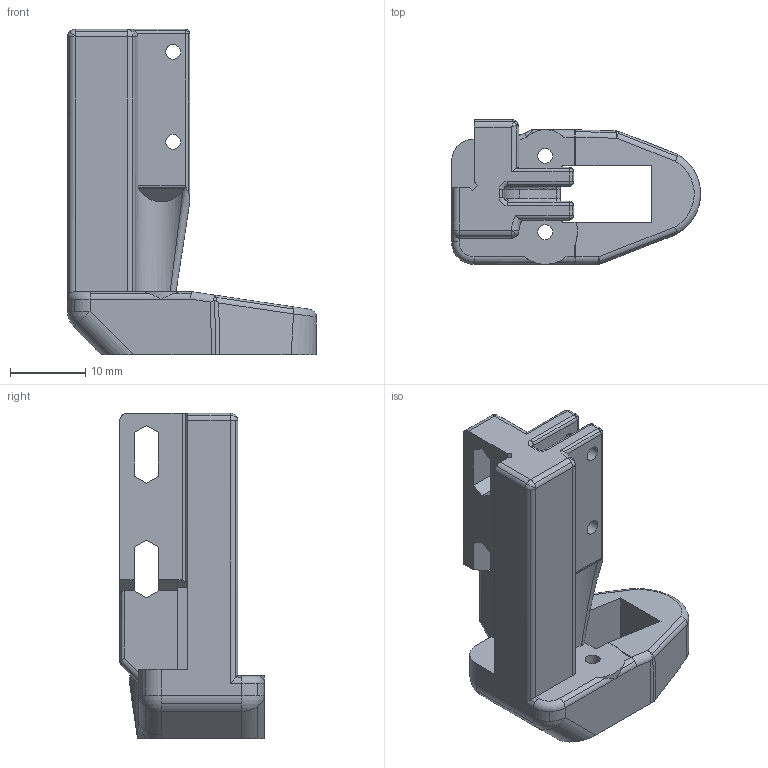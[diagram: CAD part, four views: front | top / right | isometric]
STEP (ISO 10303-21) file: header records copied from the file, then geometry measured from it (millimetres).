
FILE_DESCRIPTION(('STEP AP214'),'1');
FILE_NAME('RailcoreMount713Native5_Solo.stp','2022-04-20T02:04:19',(' '),(' '),'Spatial InterOp 3D',' ',' ');
FILE_SCHEMA(('automotive_design'));
Length unit declared in the file: inch
Products named in the file (1): 1
Bounding box: 33.18 x 19.24 x 43.37 mm (x, y, z)
Volume: 7151.4 mm3; surface area: 4828.4 mm2
Topology: 1 solids, 1 shells, 240 faces, 649 edges, 406 vertices
Faces by surface type: cylinder 126, plane 71, sphere 22, bspline 14, torus 7
Entity records: 11789 total; most frequent: CARTESIAN_POINT 3798, ORIENTED_EDGE 1292, DIRECTION 1272, EDGE_CURVE 646, AXIS2_PLACEMENT_3D 483, VERTEX_POINT 406, LINE 306, VECTOR 306
